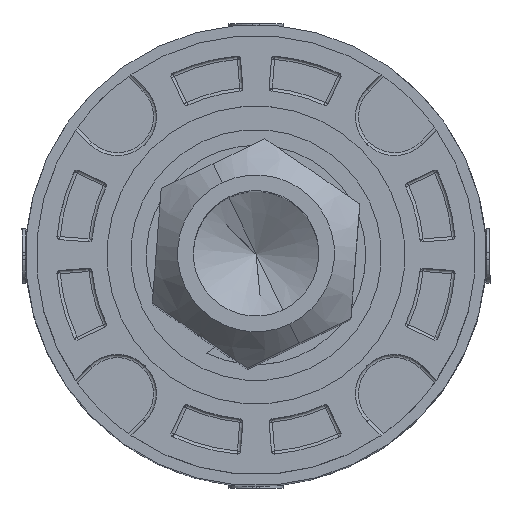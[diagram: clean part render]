
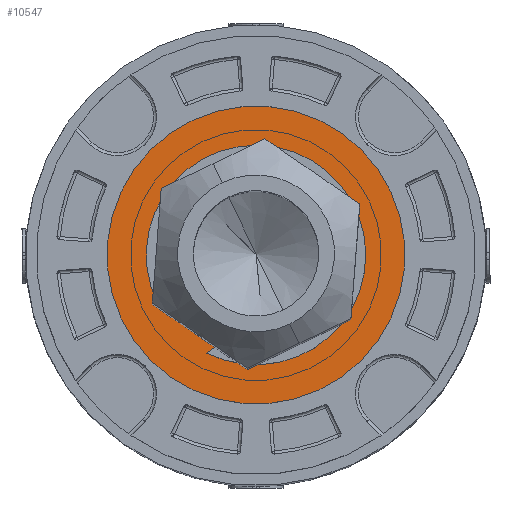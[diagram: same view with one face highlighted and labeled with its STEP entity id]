
A CAD part, top view. The second image highlights one B-rep face of the part: STEP entity #10547.
In plain terms, the highlighted planar face has unit normal (0, 0, 1).
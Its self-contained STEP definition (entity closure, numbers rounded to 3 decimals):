
#516 = DIRECTION ( 'NONE',  ( 0., 0., -1. ) ) ;
#1346 = EDGE_LOOP ( 'NONE', ( #91740, #57151 ) ) ;
#5377 = CARTESIAN_POINT ( 'NONE',  ( 1.113, 1.073, -1.95 ) ) ;
#5502 = DIRECTION ( 'NONE',  ( -0.707, -0.707, 0. ) ) ;
#6533 = DIRECTION ( 'NONE',  ( 0.707, 0.707, 0. ) ) ;
#7349 = DIRECTION ( 'NONE',  ( -0.707, -0.707, 0. ) ) ;
#8779 = VERTEX_POINT ( 'NONE', #67171 ) ;
#10547 = ADVANCED_FACE ( 'NONE', ( #35041, #20588 ), #56016, .T. ) ;
#11247 = ORIENTED_EDGE ( 'NONE', *, *, #19206, .T. ) ;
#13099 = CARTESIAN_POINT ( 'NONE',  ( 1.113, 1.073, -1.95 ) ) ;
#13405 = DIRECTION ( 'NONE',  ( 0., 0., 1. ) ) ;
#15111 = CARTESIAN_POINT ( 'NONE',  ( 1.113, 1.073, -1.95 ) ) ;
#19206 = EDGE_CURVE ( 'NONE', #8779, #89577, #85500, .T. ) ;
#19673 = DIRECTION ( 'NONE',  ( 0., 0., 1. ) ) ;
#20588 = FACE_OUTER_BOUND ( 'NONE', #1346, .T. ) ;
#21700 = VERTEX_POINT ( 'NONE', #42766 ) ;
#25751 = AXIS2_PLACEMENT_3D ( 'NONE', #67744, #76371, #5502 ) ;
#28060 = CARTESIAN_POINT ( 'NONE',  ( 1.113, 1.073, -1.95 ) ) ;
#31095 = CARTESIAN_POINT ( 'NONE',  ( -3.271, -3.311, -1.95 ) ) ;
#32524 = EDGE_LOOP ( 'NONE', ( #76073, #11247 ) ) ;
#35041 = FACE_BOUND ( 'NONE', #32524, .T. ) ;
#42766 = CARTESIAN_POINT ( 'NONE',  ( 7.831, 7.791, -1.95 ) ) ;
#44798 = VERTEX_POINT ( 'NONE', #67298 ) ;
#45214 = AXIS2_PLACEMENT_3D ( 'NONE', #28060, #49221, #70127 ) ;
#48406 = AXIS2_PLACEMENT_3D ( 'NONE', #5377, #19673, #90037 ) ;
#49075 = CIRCLE ( 'NONE', #25751, 6.2 ) ;
#49221 = DIRECTION ( 'NONE',  ( 0., 0., 1. ) ) ;
#54565 = AXIS2_PLACEMENT_3D ( 'NONE', #13099, #13405, #6533 ) ;
#55499 = EDGE_CURVE ( 'NONE', #44798, #21700, #64990, .T. ) ;
#56016 = PLANE ( 'NONE',  #54565 ) ;
#57151 = ORIENTED_EDGE ( 'NONE', *, *, #71279, .T. ) ;
#64990 = CIRCLE ( 'NONE', #45214, 9.5 ) ;
#67171 = CARTESIAN_POINT ( 'NONE',  ( 5.497, 5.457, -1.95 ) ) ;
#67298 = CARTESIAN_POINT ( 'NONE',  ( -5.604, -5.644, -1.95 ) ) ;
#67347 = EDGE_CURVE ( 'NONE', #89577, #8779, #49075, .T. ) ;
#67744 = CARTESIAN_POINT ( 'NONE',  ( 1.113, 1.073, -1.95 ) ) ;
#70127 = DIRECTION ( 'NONE',  ( -0.707, -0.707, 0. ) ) ;
#71279 = EDGE_CURVE ( 'NONE', #21700, #44798, #86436, .T. ) ;
#71564 = AXIS2_PLACEMENT_3D ( 'NONE', #15111, #516, #7349 ) ;
#76073 = ORIENTED_EDGE ( 'NONE', *, *, #67347, .T. ) ;
#76371 = DIRECTION ( 'NONE',  ( 0., 0., -1. ) ) ;
#85500 = CIRCLE ( 'NONE', #71564, 6.2 ) ;
#86436 = CIRCLE ( 'NONE', #48406, 9.5 ) ;
#89577 = VERTEX_POINT ( 'NONE', #31095 ) ;
#90037 = DIRECTION ( 'NONE',  ( -0.707, -0.707, 0. ) ) ;
#91740 = ORIENTED_EDGE ( 'NONE', *, *, #55499, .T. ) ;
